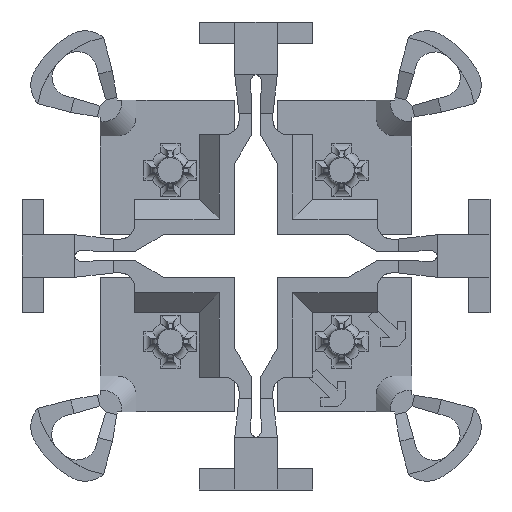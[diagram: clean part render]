
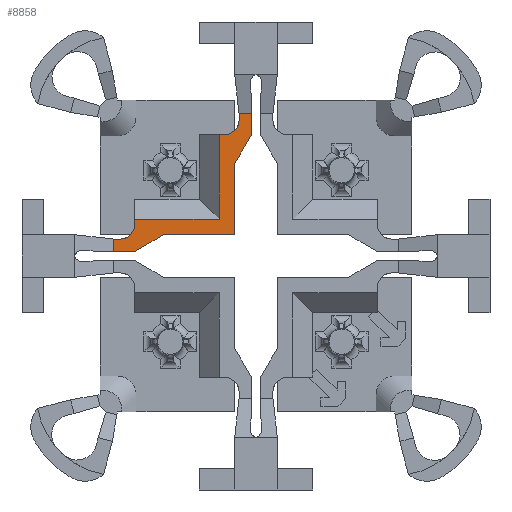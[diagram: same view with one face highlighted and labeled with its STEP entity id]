
A CAD part, front view. The second image highlights one B-rep face of the part: STEP entity #8858.
In plain terms, the highlighted planar face has unit normal (0, -1, 0).
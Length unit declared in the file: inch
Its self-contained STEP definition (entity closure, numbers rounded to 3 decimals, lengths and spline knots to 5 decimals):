
#580=LINE('',#13459,#1480);
#582=LINE('',#13463,#1482);
#620=LINE('',#13599,#1520);
#625=LINE('',#13615,#1525);
#646=LINE('',#13659,#1546);
#655=LINE('',#13679,#1555);
#674=LINE('',#13719,#1574);
#676=LINE('',#13723,#1576);
#687=LINE('',#13747,#1587);
#688=LINE('',#13749,#1588);
#694=LINE('',#13763,#1594);
#695=LINE('',#13767,#1595);
#697=LINE('',#13770,#1597);
#698=LINE('',#13771,#1598);
#1480=VECTOR('',#10701,0.29865);
#1482=VECTOR('',#10705,0.29865);
#1520=VECTOR('',#10777,0.02);
#1525=VECTOR('',#10790,0.045);
#1546=VECTOR('',#10827,0.11761);
#1555=VECTOR('',#10842,0.075);
#1574=VECTOR('',#10877,0.045);
#1576=VECTOR('',#10881,0.02);
#1587=VECTOR('',#10904,0.2525);
#1588=VECTOR('',#10907,0.11761);
#1594=VECTOR('',#10921,0.025);
#1595=VECTOR('',#10928,0.2525);
#1597=VECTOR('',#10932,0.075);
#1598=VECTOR('',#10933,0.025);
#2305=PLANE('',#9501);
#2754=FACE_OUTER_BOUND('',#3307,.T.);
#3307=EDGE_LOOP('',(#6789,#6790,#6791,#6792,#6793,#6794,#6795,#6796,#6797,
#6798,#6799,#6800,#6801,#6802,#6803,#6804));
#3753=CIRCLE('',#9460,0.05);
#3759=CIRCLE('',#9499,0.05);
#4096=VERTEX_POINT('',#13456);
#4097=VERTEX_POINT('',#13458);
#4098=VERTEX_POINT('',#13462);
#4113=VERTEX_POINT('',#13591);
#4114=VERTEX_POINT('',#13593);
#4121=VERTEX_POINT('',#13612);
#4122=VERTEX_POINT('',#13614);
#4136=VERTEX_POINT('',#13656);
#4137=VERTEX_POINT('',#13658);
#4144=VERTEX_POINT('',#13676);
#4145=VERTEX_POINT('',#13678);
#4154=VERTEX_POINT('',#13701);
#4159=VERTEX_POINT('',#13721);
#4165=VERTEX_POINT('',#13743);
#4166=VERTEX_POINT('',#13745);
#4170=VERTEX_POINT('',#13761);
#5012=EDGE_CURVE('',#4097,#4096,#580,.T.);
#5014=EDGE_CURVE('',#4097,#4098,#582,.T.);
#5052=EDGE_CURVE('',#4113,#4114,#3753,.T.);
#5055=EDGE_CURVE('',#4113,#4098,#620,.T.);
#5062=EDGE_CURVE('',#4121,#4122,#625,.T.);
#5084=EDGE_CURVE('',#4136,#4137,#646,.T.);
#5094=EDGE_CURVE('',#4145,#4144,#655,.T.);
#5115=EDGE_CURVE('',#4154,#4145,#674,.T.);
#5117=EDGE_CURVE('',#4096,#4159,#676,.T.);
#5129=EDGE_CURVE('',#4165,#4166,#687,.T.);
#5130=EDGE_CURVE('',#4144,#4165,#688,.T.);
#5137=EDGE_CURVE('',#4170,#4154,#694,.T.);
#5138=EDGE_CURVE('',#4170,#4159,#3759,.T.);
#5139=EDGE_CURVE('',#4137,#4166,#695,.T.);
#5141=EDGE_CURVE('',#4122,#4136,#697,.T.);
#5142=EDGE_CURVE('',#4114,#4121,#698,.T.);
#6789=ORIENTED_EDGE('',*,*,#5014,.F.);
#6790=ORIENTED_EDGE('',*,*,#5012,.T.);
#6791=ORIENTED_EDGE('',*,*,#5117,.T.);
#6792=ORIENTED_EDGE('',*,*,#5138,.F.);
#6793=ORIENTED_EDGE('',*,*,#5137,.T.);
#6794=ORIENTED_EDGE('',*,*,#5115,.T.);
#6795=ORIENTED_EDGE('',*,*,#5094,.T.);
#6796=ORIENTED_EDGE('',*,*,#5130,.T.);
#6797=ORIENTED_EDGE('',*,*,#5129,.T.);
#6798=ORIENTED_EDGE('',*,*,#5139,.F.);
#6799=ORIENTED_EDGE('',*,*,#5084,.F.);
#6800=ORIENTED_EDGE('',*,*,#5141,.F.);
#6801=ORIENTED_EDGE('',*,*,#5062,.F.);
#6802=ORIENTED_EDGE('',*,*,#5142,.F.);
#6803=ORIENTED_EDGE('',*,*,#5052,.F.);
#6804=ORIENTED_EDGE('',*,*,#5055,.T.);
#8858=ADVANCED_FACE('',(#2754),#2305,.F.);
#9460=AXIS2_PLACEMENT_3D('',#13594,#10770,#10771);
#9499=AXIS2_PLACEMENT_3D('',#13765,#10924,#10925);
#9501=AXIS2_PLACEMENT_3D('',#13769,#10930,#10931);
#10701=DIRECTION('',(-1.,0.,0.));
#10705=DIRECTION('',(0.,0.,1.));
#10770=DIRECTION('center_axis',(0.,-1.,0.));
#10771=DIRECTION('ref_axis',(0.707,0.,-0.707));
#10777=DIRECTION('',(-1.,0.,0.));
#10790=DIRECTION('',(1.,0.,0.));
#10827=DIRECTION('',(-0.51,0.,-0.86));
#10842=DIRECTION('',(1.,0.,0.));
#10877=DIRECTION('',(0.,0.,-1.));
#10881=DIRECTION('',(0.,0.,-1.));
#10904=DIRECTION('',(1.,0.,0.));
#10907=DIRECTION('',(0.86,0.,0.51));
#10921=DIRECTION('',(-1.,0.,0.));
#10924=DIRECTION('center_axis',(0.,-1.,0.));
#10925=DIRECTION('ref_axis',(0.707,0.,-0.707));
#10928=DIRECTION('',(0.,0.,-1.));
#10930=DIRECTION('center_axis',(0.,1.,0.));
#10931=DIRECTION('ref_axis',(0.,0.,-1.));
#10932=DIRECTION('',(0.,0.,-1.));
#10933=DIRECTION('',(0.,0.,1.));
#13456=CARTESIAN_POINT('',(-0.42865,0.33,0.13));
#13458=CARTESIAN_POINT('',(-0.13,0.33,0.13));
#13459=CARTESIAN_POINT('',(-0.13,0.33,0.13));
#13462=CARTESIAN_POINT('',(-0.13,0.33,0.42865));
#13463=CARTESIAN_POINT('',(-0.13,0.33,0.13));
#13591=CARTESIAN_POINT('',(-0.11,0.33,0.42865));
#13593=CARTESIAN_POINT('',(-0.06,0.33,0.47865));
#13594=CARTESIAN_POINT('Origin',(-0.11,0.33,0.47865));
#13599=CARTESIAN_POINT('',(-0.06,0.33,0.42865));
#13612=CARTESIAN_POINT('',(-0.06,0.33,0.50365));
#13614=CARTESIAN_POINT('',(-0.015,0.33,0.50365));
#13615=CARTESIAN_POINT('',(-0.06,0.33,0.50365));
#13656=CARTESIAN_POINT('',(-0.015,0.33,0.42865));
#13658=CARTESIAN_POINT('',(-0.075,0.33,0.3275));
#13659=CARTESIAN_POINT('',(-0.015,0.33,0.42865));
#13676=CARTESIAN_POINT('',(-0.42865,0.33,0.015));
#13678=CARTESIAN_POINT('',(-0.50365,0.33,0.015));
#13679=CARTESIAN_POINT('',(-0.50365,0.33,0.015));
#13701=CARTESIAN_POINT('',(-0.50365,0.33,0.06));
#13719=CARTESIAN_POINT('',(-0.50365,0.33,0.06));
#13721=CARTESIAN_POINT('',(-0.42865,0.33,0.11));
#13723=CARTESIAN_POINT('',(-0.42865,0.33,0.13));
#13743=CARTESIAN_POINT('',(-0.3275,0.33,0.075));
#13745=CARTESIAN_POINT('',(-0.075,0.33,0.075));
#13747=CARTESIAN_POINT('',(-0.42865,0.33,0.075));
#13749=CARTESIAN_POINT('',(-0.42865,0.33,0.015));
#13761=CARTESIAN_POINT('',(-0.47865,0.33,0.06));
#13763=CARTESIAN_POINT('',(-0.42865,0.33,0.06));
#13765=CARTESIAN_POINT('Origin',(-0.47865,0.33,0.11));
#13767=CARTESIAN_POINT('',(-0.075,0.33,0.42865));
#13769=CARTESIAN_POINT('Origin',(-0.1025,0.33,0.37057));
#13770=CARTESIAN_POINT('',(-0.015,0.33,0.50365));
#13771=CARTESIAN_POINT('',(-0.06,0.33,0.42865));
